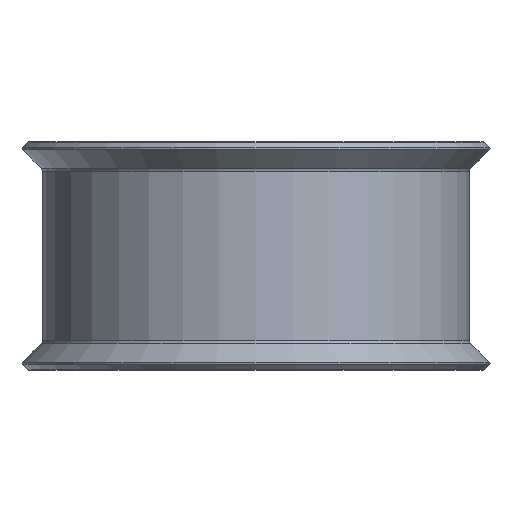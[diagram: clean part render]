
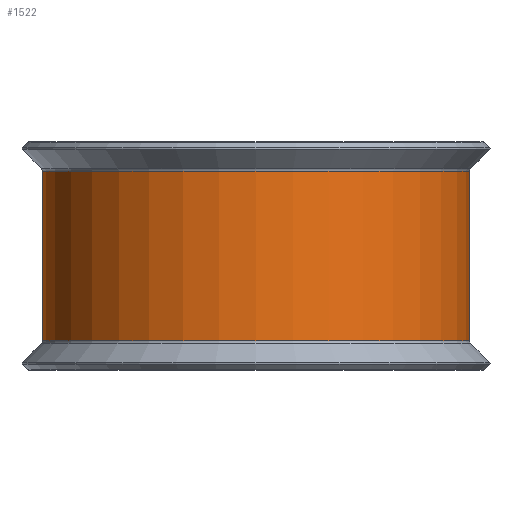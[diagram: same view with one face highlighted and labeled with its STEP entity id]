
A CAD part, front view. The second image highlights one B-rep face of the part: STEP entity #1522.
In plain terms, the highlighted cylindrical face has radius 13.335 mm (diameter 26.67 mm), a partial arc.
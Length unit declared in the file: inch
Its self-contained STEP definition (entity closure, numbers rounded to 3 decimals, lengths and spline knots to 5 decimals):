
#79 = AXIS2_PLACEMENT_3D ( 'NONE', #2236, #774, #2483 ) ;
#200 = ORIENTED_EDGE ( 'NONE', *, *, #2697, .F. ) ;
#224 = VECTOR ( 'NONE', #3041, 39.37008 ) ;
#357 = CYLINDRICAL_SURFACE ( 'NONE', #3161, 0.525 ) ;
#505 = EDGE_CURVE ( 'NONE', #2007, #1755, #2658, .T. ) ;
#701 = ORIENTED_EDGE ( 'NONE', *, *, #505, .T. ) ;
#774 = DIRECTION ( 'NONE',  ( 0., 0., -1. ) ) ;
#912 = AXIS2_PLACEMENT_3D ( 'NONE', #1200, #2903, #1441 ) ;
#1034 = DIRECTION ( 'NONE',  ( 0., 0., -1. ) ) ;
#1102 = CARTESIAN_POINT ( 'NONE',  ( -0.025, -0.906, 0.281 ) ) ;
#1154 = ORIENTED_EDGE ( 'NONE', *, *, #1181, .F. ) ;
#1169 = DIRECTION ( 'NONE',  ( 0., 0., -1. ) ) ;
#1181 = EDGE_CURVE ( 'NONE', #2913, #2558, #1863, .T. ) ;
#1200 = CARTESIAN_POINT ( 'NONE',  ( 0.5, -0.906, 0.20822 ) ) ;
#1281 = CARTESIAN_POINT ( 'NONE',  ( 0.5, -0.906, 0.281 ) ) ;
#1441 = DIRECTION ( 'NONE',  ( -1., 0., 0. ) ) ;
#1522 = ADVANCED_FACE ( 'NONE', ( #2956 ), #357, .T. ) ;
#1529 = DIRECTION ( 'NONE',  ( -1., 0., 0. ) ) ;
#1755 = VERTEX_POINT ( 'NONE', #1941 ) ;
#1774 = VECTOR ( 'NONE', #1169, 39.37008 ) ;
#1802 = CIRCLE ( 'NONE', #79, 0.525 ) ;
#1863 = LINE ( 'NONE', #2371, #1774 ) ;
#1941 = CARTESIAN_POINT ( 'NONE',  ( -0.025, -0.906, -0.20822 ) ) ;
#1943 = EDGE_LOOP ( 'NONE', ( #701, #200, #1154, #2351 ) ) ;
#2007 = VERTEX_POINT ( 'NONE', #2156 ) ;
#2145 = CIRCLE ( 'NONE', #912, 0.525 ) ;
#2156 = CARTESIAN_POINT ( 'NONE',  ( -0.025, -0.906, 0.20822 ) ) ;
#2177 = CARTESIAN_POINT ( 'NONE',  ( 0.5, -0.381, 0.20822 ) ) ;
#2236 = CARTESIAN_POINT ( 'NONE',  ( 0.5, -0.906, -0.20822 ) ) ;
#2351 = ORIENTED_EDGE ( 'NONE', *, *, #2804, .T. ) ;
#2371 = CARTESIAN_POINT ( 'NONE',  ( 0.5, -0.381, 0.281 ) ) ;
#2483 = DIRECTION ( 'NONE',  ( -1., 0., 0. ) ) ;
#2558 = VERTEX_POINT ( 'NONE', #2945 ) ;
#2658 = LINE ( 'NONE', #1102, #224 ) ;
#2697 = EDGE_CURVE ( 'NONE', #2558, #1755, #1802, .T. ) ;
#2804 = EDGE_CURVE ( 'NONE', #2913, #2007, #2145, .T. ) ;
#2903 = DIRECTION ( 'NONE',  ( 0., 0., -1. ) ) ;
#2913 = VERTEX_POINT ( 'NONE', #2177 ) ;
#2945 = CARTESIAN_POINT ( 'NONE',  ( 0.5, -0.381, -0.20822 ) ) ;
#2956 = FACE_OUTER_BOUND ( 'NONE', #1943, .T. ) ;
#3041 = DIRECTION ( 'NONE',  ( 0., 0., -1. ) ) ;
#3161 = AXIS2_PLACEMENT_3D ( 'NONE', #1281, #1034, #1529 ) ;
